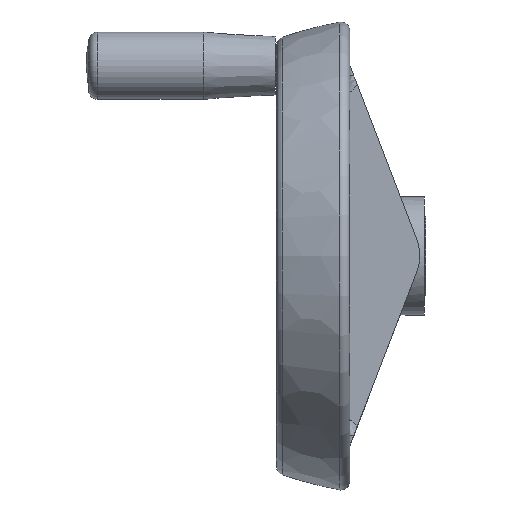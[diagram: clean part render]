
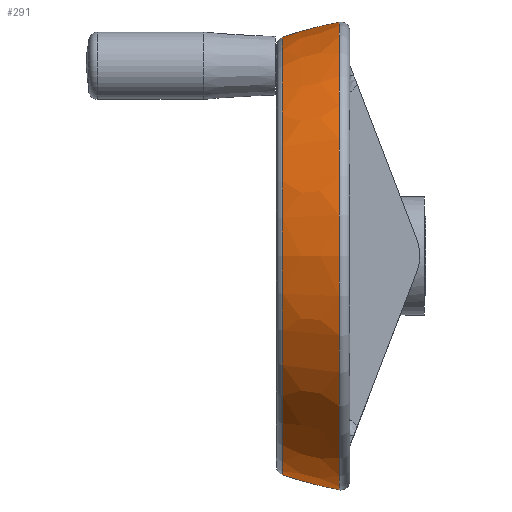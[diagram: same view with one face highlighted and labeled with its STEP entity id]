
A CAD part, top view. The second image highlights one B-rep face of the part: STEP entity #291.
In plain terms, the highlighted free-form (B-spline) face has degree [3, 3] with [4, 7] control points.
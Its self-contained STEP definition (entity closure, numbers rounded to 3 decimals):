
#98=(
BOUNDED_SURFACE()
B_SPLINE_SURFACE(3,3,((#1811,#1812,#1813,#1814,#1815,#1816,#1817),(#1818,
#1819,#1820,#1821,#1822,#1823,#1824),(#1825,#1826,#1827,#1828,#1829,#1830,
#1831),(#1832,#1833,#1834,#1835,#1836,#1837,#1838)),.UNSPECIFIED.,.F.,.T.,
.F.)
B_SPLINE_SURFACE_WITH_KNOTS((4,4),(1,3,3,3,1),(0.,1.),(-0.5,0.,0.5,1.,1.5),
.UNSPECIFIED.)
GEOMETRIC_REPRESENTATION_ITEM()
RATIONAL_B_SPLINE_SURFACE(((1.,0.333,0.333,1.,0.333,
0.333,1.),(0.998,0.333,0.333,
0.998,0.333,0.333,0.998),
(0.998,0.333,0.333,0.998,
0.333,0.333,0.998),(1.,0.333,
0.333,1.,0.333,0.333,1.)))
REPRESENTATION_ITEM('')
SURFACE()
);
#291=ADVANCED_FACE('',(#369,#370),#98,.T.);
#369=FACE_BOUND('',#470,.T.);
#370=FACE_BOUND('',#471,.T.);
#470=EDGE_LOOP('',(#634));
#471=EDGE_LOOP('',(#635));
#634=ORIENTED_EDGE('',*,*,#980,.T.);
#635=ORIENTED_EDGE('',*,*,#981,.F.);
#868=VERTEX_POINT('',#1806);
#869=VERTEX_POINT('',#1809);
#980=EDGE_CURVE('',#868,#868,#1051,.T.);
#981=EDGE_CURVE('',#869,#869,#1052,.T.);
#1051=CIRCLE('',#1122,74.72);
#1052=CIRCLE('',#1124,79.887);
#1122=AXIS2_PLACEMENT_3D('',#1805,#1313,#1314);
#1124=AXIS2_PLACEMENT_3D('',#1808,#1317,#1318);
#1313=DIRECTION('',(1.,0.,0.));
#1314=DIRECTION('',(0.,0.,-1.));
#1317=DIRECTION('',(1.,0.,0.));
#1318=DIRECTION('',(0.,0.,-1.));
#1805=CARTESIAN_POINT('',(353.013,330.5,0.));
#1806=CARTESIAN_POINT('',(353.013,330.5,-74.72));
#1808=CARTESIAN_POINT('',(372.45,330.5,0.));
#1809=CARTESIAN_POINT('',(372.45,330.5,-79.887));
#1811=CARTESIAN_POINT('',(372.45,330.5,-79.887));
#1812=CARTESIAN_POINT('',(372.45,490.275,-79.887));
#1813=CARTESIAN_POINT('',(372.45,490.275,79.887));
#1814=CARTESIAN_POINT('',(372.45,330.5,79.887));
#1815=CARTESIAN_POINT('',(372.45,170.725,79.887));
#1816=CARTESIAN_POINT('',(372.45,170.725,-79.887));
#1817=CARTESIAN_POINT('',(372.45,330.5,-79.887));
#1818=CARTESIAN_POINT('',(365.847,330.5,-78.656));
#1819=CARTESIAN_POINT('',(365.847,487.811,-78.656));
#1820=CARTESIAN_POINT('',(365.847,487.811,78.656));
#1821=CARTESIAN_POINT('',(365.847,330.5,78.656));
#1822=CARTESIAN_POINT('',(365.847,173.189,78.656));
#1823=CARTESIAN_POINT('',(365.847,173.189,-78.656));
#1824=CARTESIAN_POINT('',(365.847,330.5,-78.656));
#1825=CARTESIAN_POINT('',(359.356,330.5,-76.93));
#1826=CARTESIAN_POINT('',(359.356,484.36,-76.93));
#1827=CARTESIAN_POINT('',(359.356,484.36,76.93));
#1828=CARTESIAN_POINT('',(359.356,330.5,76.93));
#1829=CARTESIAN_POINT('',(359.356,176.64,76.93));
#1830=CARTESIAN_POINT('',(359.356,176.64,-76.93));
#1831=CARTESIAN_POINT('',(359.356,330.5,-76.93));
#1832=CARTESIAN_POINT('',(353.013,330.5,-74.72));
#1833=CARTESIAN_POINT('',(353.013,479.939,-74.72));
#1834=CARTESIAN_POINT('',(353.013,479.939,74.72));
#1835=CARTESIAN_POINT('',(353.013,330.5,74.72));
#1836=CARTESIAN_POINT('',(353.013,181.061,74.72));
#1837=CARTESIAN_POINT('',(353.013,181.061,-74.72));
#1838=CARTESIAN_POINT('',(353.013,330.5,-74.72));
